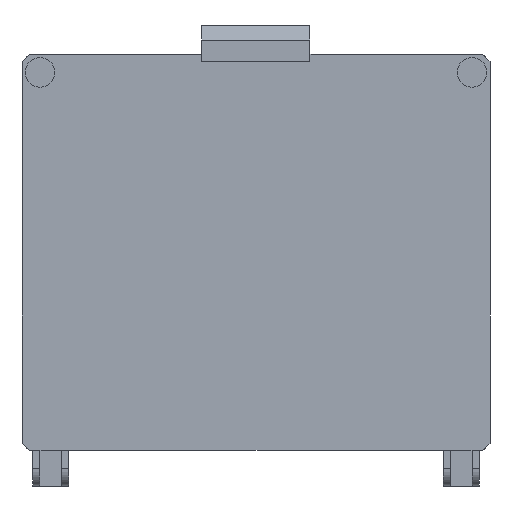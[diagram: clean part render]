
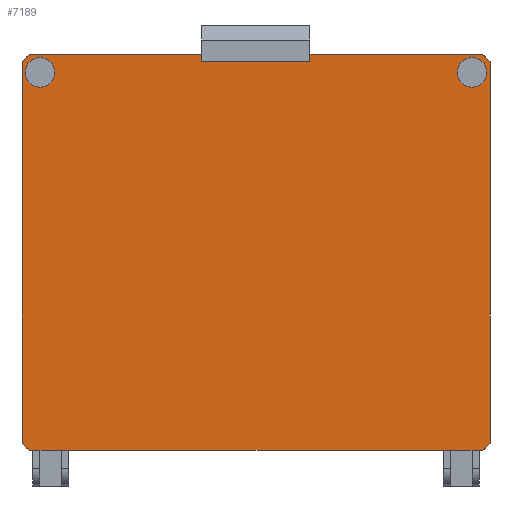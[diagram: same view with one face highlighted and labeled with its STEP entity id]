
A CAD part, front view. The second image highlights one B-rep face of the part: STEP entity #7189.
In plain terms, the highlighted planar face has unit normal (0, -1, 0).
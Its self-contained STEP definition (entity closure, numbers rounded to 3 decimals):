
#711=FACE_BOUND('',#1187,.T.);
#712=FACE_BOUND('',#1188,.T.);
#746=CIRCLE('',#7611,2.05);
#747=CIRCLE('',#7612,2.05);
#779=FACE_OUTER_BOUND('',#1186,.T.);
#1186=EDGE_LOOP('',(#4815,#4816,#4817,#4818,#4819,#4820,#4821,#4822,#4823,
#4824,#4825,#4826,#4827,#4828));
#1187=EDGE_LOOP('',(#4829));
#1188=EDGE_LOOP('',(#4830));
#1640=LINE('',#8899,#2282);
#1645=LINE('',#8910,#2287);
#1646=LINE('',#8912,#2288);
#1647=LINE('',#8914,#2289);
#1648=LINE('',#8916,#2290);
#1649=LINE('',#8918,#2291);
#1650=LINE('',#8920,#2292);
#1651=LINE('',#8922,#2293);
#1652=LINE('',#8924,#2294);
#1653=LINE('',#8926,#2295);
#1654=LINE('',#8928,#2296);
#1655=LINE('',#8930,#2297);
#1656=LINE('',#8932,#2298);
#1657=LINE('',#8933,#2299);
#2282=VECTOR('',#7841,10.);
#2287=VECTOR('',#7852,10.);
#2288=VECTOR('',#7853,10.);
#2289=VECTOR('',#7854,10.);
#2290=VECTOR('',#7855,10.);
#2291=VECTOR('',#7856,10.);
#2292=VECTOR('',#7857,10.);
#2293=VECTOR('',#7858,10.);
#2294=VECTOR('',#7859,10.);
#2295=VECTOR('',#7860,10.);
#2296=VECTOR('',#7861,10.);
#2297=VECTOR('',#7862,10.);
#2298=VECTOR('',#7863,10.);
#2299=VECTOR('',#7864,10.);
#2912=VERTEX_POINT('',#8877);
#2918=VERTEX_POINT('',#8897);
#2921=VERTEX_POINT('',#8909);
#2922=VERTEX_POINT('',#8911);
#2923=VERTEX_POINT('',#8913);
#2924=VERTEX_POINT('',#8915);
#2925=VERTEX_POINT('',#8917);
#2926=VERTEX_POINT('',#8919);
#2927=VERTEX_POINT('',#8921);
#2928=VERTEX_POINT('',#8923);
#2929=VERTEX_POINT('',#8925);
#2930=VERTEX_POINT('',#8927);
#2931=VERTEX_POINT('',#8929);
#2932=VERTEX_POINT('',#8931);
#2933=VERTEX_POINT('',#8934);
#2934=VERTEX_POINT('',#8936);
#3668=EDGE_CURVE('',#2912,#2918,#1640,.T.);
#3673=EDGE_CURVE('',#2918,#2921,#1645,.T.);
#3674=EDGE_CURVE('',#2922,#2921,#1646,.T.);
#3675=EDGE_CURVE('',#2922,#2923,#1647,.T.);
#3676=EDGE_CURVE('',#2924,#2923,#1648,.T.);
#3677=EDGE_CURVE('',#2924,#2925,#1649,.T.);
#3678=EDGE_CURVE('',#2925,#2926,#1650,.T.);
#3679=EDGE_CURVE('',#2926,#2927,#1651,.T.);
#3680=EDGE_CURVE('',#2927,#2928,#1652,.T.);
#3681=EDGE_CURVE('',#2928,#2929,#1653,.T.);
#3682=EDGE_CURVE('',#2930,#2929,#1654,.T.);
#3683=EDGE_CURVE('',#2930,#2931,#1655,.T.);
#3684=EDGE_CURVE('',#2932,#2931,#1656,.T.);
#3685=EDGE_CURVE('',#2932,#2912,#1657,.T.);
#3686=EDGE_CURVE('',#2933,#2933,#746,.T.);
#3687=EDGE_CURVE('',#2934,#2934,#747,.T.);
#4815=ORIENTED_EDGE('',*,*,#3668,.T.);
#4816=ORIENTED_EDGE('',*,*,#3673,.T.);
#4817=ORIENTED_EDGE('',*,*,#3674,.F.);
#4818=ORIENTED_EDGE('',*,*,#3675,.T.);
#4819=ORIENTED_EDGE('',*,*,#3676,.F.);
#4820=ORIENTED_EDGE('',*,*,#3677,.T.);
#4821=ORIENTED_EDGE('',*,*,#3678,.T.);
#4822=ORIENTED_EDGE('',*,*,#3679,.T.);
#4823=ORIENTED_EDGE('',*,*,#3680,.T.);
#4824=ORIENTED_EDGE('',*,*,#3681,.T.);
#4825=ORIENTED_EDGE('',*,*,#3682,.F.);
#4826=ORIENTED_EDGE('',*,*,#3683,.T.);
#4827=ORIENTED_EDGE('',*,*,#3684,.F.);
#4828=ORIENTED_EDGE('',*,*,#3685,.T.);
#4829=ORIENTED_EDGE('',*,*,#3686,.T.);
#4830=ORIENTED_EDGE('',*,*,#3687,.T.);
#7022=PLANE('',#7610);
#7189=ADVANCED_FACE('',(#779,#711,#712),#7022,.T.);
#7610=AXIS2_PLACEMENT_3D('',#8908,#7850,#7851);
#7611=AXIS2_PLACEMENT_3D('',#8935,#7865,#7866);
#7612=AXIS2_PLACEMENT_3D('',#8937,#7867,#7868);
#7841=DIRECTION('',(-1.,0.,0.));
#7850=DIRECTION('center_axis',(0.,-1.,0.));
#7851=DIRECTION('ref_axis',(0.,0.,-1.));
#7852=DIRECTION('',(-1.,0.,0.));
#7853=DIRECTION('',(0.707,0.,0.707));
#7854=DIRECTION('',(0.,0.,-1.));
#7855=DIRECTION('',(-0.707,0.,0.707));
#7856=DIRECTION('',(1.,0.,0.));
#7857=DIRECTION('',(1.,0.,0.));
#7858=DIRECTION('',(1.,0.,0.));
#7859=DIRECTION('',(1.,0.,0.));
#7860=DIRECTION('',(1.,0.,0.));
#7861=DIRECTION('',(-0.707,0.,-0.707));
#7862=DIRECTION('',(0.,0.,1.));
#7863=DIRECTION('',(0.707,0.,-0.707));
#7864=DIRECTION('',(-1.,0.,0.));
#7865=DIRECTION('center_axis',(0.,1.,0.));
#7866=DIRECTION('ref_axis',(1.,0.,0.));
#7867=DIRECTION('center_axis',(0.,1.,0.));
#7868=DIRECTION('ref_axis',(1.,0.,0.));
#8877=CARTESIAN_POINT('',(7.5,-1.,27.5));
#8897=CARTESIAN_POINT('',(-7.5,-1.,27.5));
#8899=CARTESIAN_POINT('',(-3.75,-1.,27.5));
#8908=CARTESIAN_POINT('Origin',(0.,-1.,0.));
#8909=CARTESIAN_POINT('',(-31.5,-1.,27.5));
#8910=CARTESIAN_POINT('',(32.5,-1.,27.5));
#8911=CARTESIAN_POINT('',(-32.5,-1.,26.5));
#8912=CARTESIAN_POINT('',(-30.75,-1.,28.25));
#8913=CARTESIAN_POINT('',(-32.5,-1.,-26.5));
#8914=CARTESIAN_POINT('',(-32.5,-1.,27.5));
#8915=CARTESIAN_POINT('',(-31.5,-1.,-27.5));
#8916=CARTESIAN_POINT('',(-30.75,-1.,-28.25));
#8917=CARTESIAN_POINT('',(-31.,-1.,-27.5));
#8918=CARTESIAN_POINT('',(-32.5,-1.,-27.5));
#8919=CARTESIAN_POINT('',(-26.,-1.,-27.5));
#8920=CARTESIAN_POINT('',(-32.5,-1.,-27.5));
#8921=CARTESIAN_POINT('',(26.,-1.,-27.5));
#8922=CARTESIAN_POINT('',(-32.5,-1.,-27.5));
#8923=CARTESIAN_POINT('',(31.,-1.,-27.5));
#8924=CARTESIAN_POINT('',(-32.5,-1.,-27.5));
#8925=CARTESIAN_POINT('',(31.5,-1.,-27.5));
#8926=CARTESIAN_POINT('',(-32.5,-1.,-27.5));
#8927=CARTESIAN_POINT('',(32.5,-1.,-26.5));
#8928=CARTESIAN_POINT('',(30.75,-1.,-28.25));
#8929=CARTESIAN_POINT('',(32.5,-1.,26.5));
#8930=CARTESIAN_POINT('',(32.5,-1.,-27.5));
#8931=CARTESIAN_POINT('',(31.5,-1.,27.5));
#8932=CARTESIAN_POINT('',(30.75,-1.,28.25));
#8933=CARTESIAN_POINT('',(32.5,-1.,27.5));
#8934=CARTESIAN_POINT('',(27.95,-1.,25.));
#8935=CARTESIAN_POINT('Origin',(30.,-1.,25.));
#8936=CARTESIAN_POINT('',(-32.05,-1.,25.));
#8937=CARTESIAN_POINT('Origin',(-30.,-1.,25.));
